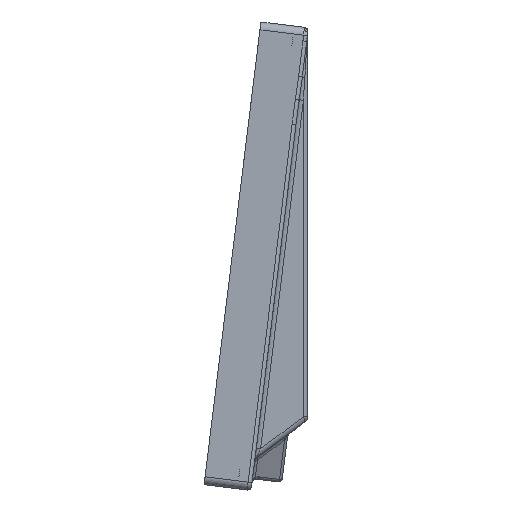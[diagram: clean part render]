
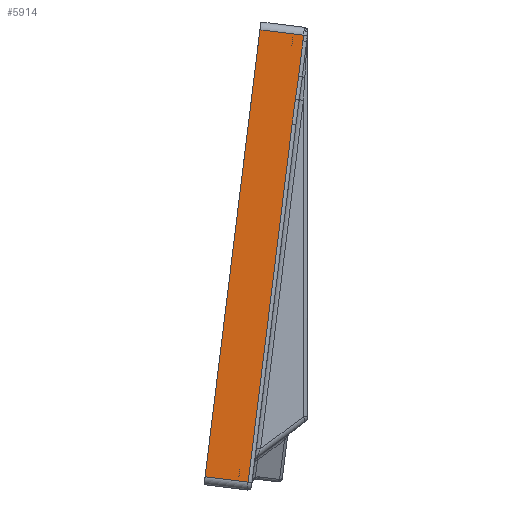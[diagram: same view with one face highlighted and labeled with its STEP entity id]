
A CAD part, left-side view. The second image highlights one B-rep face of the part: STEP entity #5914.
In plain terms, the highlighted planar face has unit normal (-1, 0, 0).
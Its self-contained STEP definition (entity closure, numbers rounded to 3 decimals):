
#69 = CARTESIAN_POINT ( 'NONE',  ( -9., 3.117, 7.435 ) ) ;
#215 = VERTEX_POINT ( 'NONE', #8743 ) ;
#258 = VECTOR ( 'NONE', #6062, 1000. ) ;
#355 = CARTESIAN_POINT ( 'NONE',  ( -9., -6.685, -4.41 ) ) ;
#453 = EDGE_CURVE ( 'NONE', #7474, #4220, #7451, .T. ) ;
#620 = B_SPLINE_CURVE_WITH_KNOTS ( 'NONE', 3,
 ( #767, #8772, #3108, #6340 ),
 .UNSPECIFIED., .F., .F.,
 ( 4, 4 ),
 ( 0., 0.001 ),
 .UNSPECIFIED. ) ;
#634 = EDGE_LOOP ( 'NONE', ( #3123, #4248, #7405, #6628, #10497, #4099, #7543, #2131 ) ) ;
#767 = CARTESIAN_POINT ( 'NONE',  ( -9., -7.795, 4.624 ) ) ;
#784 = EDGE_CURVE ( 'NONE', #5233, #3057, #7757, .T. ) ;
#1028 = CARTESIAN_POINT ( 'NONE',  ( -9., 3.97, 0.487 ) ) ;
#1148 = CARTESIAN_POINT ( 'NONE',  ( -9., -6.121, -8.31 ) ) ;
#1356 = B_SPLINE_CURVE_WITH_KNOTS ( 'NONE', 3,
 ( #7633, #5935, #4506, #3552, #1846, #4299 ),
 .UNSPECIFIED., .F., .F.,
 ( 4, 2, 4 ),
 ( 0., 0.005, 0.009 ),
 .UNSPECIFIED. ) ;
#1407 = VECTOR ( 'NONE', #7435, 1000. ) ;
#1716 = DIRECTION ( 'NONE',  ( 1., 0., 0. ) ) ;
#1740 =( BOUNDED_CURVE ( )  B_SPLINE_CURVE ( 3, ( #6963, #2940, #8402, #7811 ),
 .UNSPECIFIED., .F., .T. ) 
 B_SPLINE_CURVE_WITH_KNOTS ( ( 4, 4 ),
 ( 4.712, 4.902 ),
 .UNSPECIFIED. ) 
 CURVE ( )  GEOMETRIC_REPRESENTATION_ITEM ( )  RATIONAL_B_SPLINE_CURVE ( ( 1., 0.997, 0.997, 1. ) ) 
 REPRESENTATION_ITEM ( '' )  );
#1846 = CARTESIAN_POINT ( 'NONE',  ( -9., -7.661, 3.113 ) ) ;
#2015 = EDGE_CURVE ( 'NONE', #5233, #9272, #10460, .T. ) ;
#2131 = ORIENTED_EDGE ( 'NONE', *, *, #4819, .T. ) ;
#2192 = DIRECTION ( 'NONE',  ( 0., -0.122, 0.993 ) ) ;
#2379 = VERTEX_POINT ( 'NONE', #10339 ) ;
#2940 = CARTESIAN_POINT ( 'NONE',  ( -9., -5.285, -14.392 ) ) ;
#2962 = VECTOR ( 'NONE', #6331, 1000. ) ;
#3057 = VERTEX_POINT ( 'NONE', #6038 ) ;
#3108 = CARTESIAN_POINT ( 'NONE',  ( -9., -7.877, 5.595 ) ) ;
#3123 = ORIENTED_EDGE ( 'NONE', *, *, #6256, .T. ) ;
#3552 = CARTESIAN_POINT ( 'NONE',  ( -9., -7.485, 1.606 ) ) ;
#3779 = EDGE_CURVE ( 'NONE', #10445, #3057, #9825, .T. ) ;
#4066 = DIRECTION ( 'NONE',  ( 0., 0., -1. ) ) ;
#4099 = ORIENTED_EDGE ( 'NONE', *, *, #784, .F. ) ;
#4198 = CARTESIAN_POINT ( 'NONE',  ( -9., -6.685, -4.41 ) ) ;
#4220 = VERTEX_POINT ( 'NONE', #4198 ) ;
#4248 = ORIENTED_EDGE ( 'NONE', *, *, #453, .T. ) ;
#4299 = CARTESIAN_POINT ( 'NONE',  ( -9., -7.795, 4.624 ) ) ;
#4506 = CARTESIAN_POINT ( 'NONE',  ( -9., -7.104, -1.404 ) ) ;
#4794 = LINE ( 'NONE', #7924, #5827 ) ;
#4819 = EDGE_CURVE ( 'NONE', #9272, #2379, #4794, .T. ) ;
#5072 = PLANE ( 'NONE',  #6161 ) ;
#5233 = VERTEX_POINT ( 'NONE', #6638 ) ;
#5827 = VECTOR ( 'NONE', #2192, 1000. ) ;
#5866 = CARTESIAN_POINT ( 'NONE',  ( -9., 3.97, 0.487 ) ) ;
#5914 = ADVANCED_FACE ( 'NONE', ( #9893 ), #5072, .F. ) ;
#5935 = CARTESIAN_POINT ( 'NONE',  ( -9., -6.898, -2.907 ) ) ;
#6038 = CARTESIAN_POINT ( 'NONE',  ( -9., 3.117, 7.435 ) ) ;
#6062 = DIRECTION ( 'NONE',  ( 0., -0.122, 0.993 ) ) ;
#6152 = CARTESIAN_POINT ( 'NONE',  ( -9., -5.847, -10.261 ) ) ;
#6161 = AXIS2_PLACEMENT_3D ( 'NONE', #1028, #1716, #4066 ) ;
#6256 = EDGE_CURVE ( 'NONE', #2379, #7474, #1740, .T. ) ;
#6331 = DIRECTION ( 'NONE',  ( 0., -0.993, -0.122 ) ) ;
#6340 = CARTESIAN_POINT ( 'NONE',  ( -9., -7.911, 6.081 ) ) ;
#6628 = ORIENTED_EDGE ( 'NONE', *, *, #9416, .T. ) ;
#6638 = CARTESIAN_POINT ( 'NONE',  ( -9., 17.043, -105.979 ) ) ;
#6963 = CARTESIAN_POINT ( 'NONE',  ( -9., -5.029, -16.484 ) ) ;
#7119 = CARTESIAN_POINT ( 'NONE',  ( -9., 5.132, -107.441 ) ) ;
#7248 = CARTESIAN_POINT ( 'NONE',  ( -9., -7.911, 6.081 ) ) ;
#7405 = ORIENTED_EDGE ( 'NONE', *, *, #10188, .T. ) ;
#7435 = DIRECTION ( 'NONE',  ( 0., 0.993, 0.122 ) ) ;
#7451 = B_SPLINE_CURVE_WITH_KNOTS ( 'NONE', 3,
 ( #8418, #1148, #7626, #355 ),
 .UNSPECIFIED., .F., .F.,
 ( 4, 4 ),
 ( 0., 0.006 ),
 .UNSPECIFIED. ) ;
#7474 = VERTEX_POINT ( 'NONE', #6152 ) ;
#7543 = ORIENTED_EDGE ( 'NONE', *, *, #2015, .T. ) ;
#7626 = CARTESIAN_POINT ( 'NONE',  ( -9., -6.407, -6.36 ) ) ;
#7633 = CARTESIAN_POINT ( 'NONE',  ( -9., -6.685, -4.41 ) ) ;
#7757 = LINE ( 'NONE', #5866, #258 ) ;
#7811 = CARTESIAN_POINT ( 'NONE',  ( -9., -5.847, -10.261 ) ) ;
#7924 = CARTESIAN_POINT ( 'NONE',  ( -9., -6.507, -4.443 ) ) ;
#8402 = CARTESIAN_POINT ( 'NONE',  ( -9., -5.559, -12.311 ) ) ;
#8418 = CARTESIAN_POINT ( 'NONE',  ( -9., -5.847, -10.261 ) ) ;
#8743 = CARTESIAN_POINT ( 'NONE',  ( -9., -7.795, 4.624 ) ) ;
#8772 = CARTESIAN_POINT ( 'NONE',  ( -9., -7.838, 5.109 ) ) ;
#9052 = CARTESIAN_POINT ( 'NONE',  ( -9., 6.125, -107.32 ) ) ;
#9272 = VERTEX_POINT ( 'NONE', #9052 ) ;
#9416 = EDGE_CURVE ( 'NONE', #215, #10445, #620, .T. ) ;
#9825 = LINE ( 'NONE', #69, #1407 ) ;
#9893 = FACE_OUTER_BOUND ( 'NONE', #634, .T. ) ;
#10188 = EDGE_CURVE ( 'NONE', #4220, #215, #1356, .T. ) ;
#10339 = CARTESIAN_POINT ( 'NONE',  ( -9., -5.029, -16.484 ) ) ;
#10445 = VERTEX_POINT ( 'NONE', #7248 ) ;
#10460 = LINE ( 'NONE', #7119, #2962 ) ;
#10497 = ORIENTED_EDGE ( 'NONE', *, *, #3779, .T. ) ;
